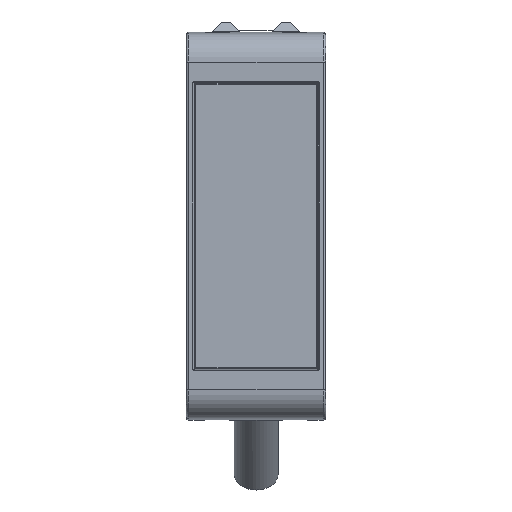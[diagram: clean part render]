
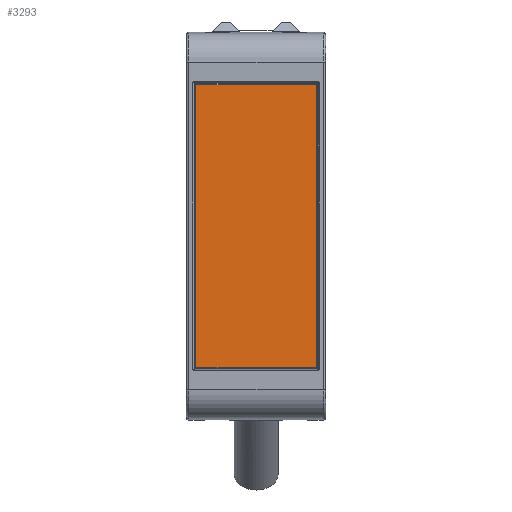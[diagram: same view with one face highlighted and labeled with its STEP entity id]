
A CAD part, top view. The second image highlights one B-rep face of the part: STEP entity #3293.
In plain terms, the highlighted planar face has unit normal (0, 0, 1).
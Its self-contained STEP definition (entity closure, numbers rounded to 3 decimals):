
#397=LINE('',#4807,#668);
#398=LINE('',#4809,#669);
#399=LINE('',#4811,#670);
#400=LINE('',#4812,#671);
#668=VECTOR('',#3939,9.302);
#669=VECTOR('',#3940,21.902);
#670=VECTOR('',#3941,9.302);
#671=VECTOR('',#3942,21.902);
#940=PLANE('',#3543);
#1043=FACE_OUTER_BOUND('',#1243,.T.);
#1243=EDGE_LOOP('',(#2435,#2436,#2437,#2438));
#1591=VERTEX_POINT('',#4805);
#1592=VERTEX_POINT('',#4806);
#1593=VERTEX_POINT('',#4808);
#1594=VERTEX_POINT('',#4810);
#1901=EDGE_CURVE('',#1591,#1592,#397,.T.);
#1902=EDGE_CURVE('',#1592,#1593,#398,.T.);
#1903=EDGE_CURVE('',#1593,#1594,#399,.T.);
#1904=EDGE_CURVE('',#1594,#1591,#400,.T.);
#2435=ORIENTED_EDGE('',*,*,#1901,.T.);
#2436=ORIENTED_EDGE('',*,*,#1902,.T.);
#2437=ORIENTED_EDGE('',*,*,#1903,.T.);
#2438=ORIENTED_EDGE('',*,*,#1904,.T.);
#3293=ADVANCED_FACE('',(#1043),#940,.T.);
#3543=AXIS2_PLACEMENT_3D('',#4804,#3937,#3938);
#3937=DIRECTION('center_axis',(0.,0.,
1.));
#3938=DIRECTION('ref_axis',(1.,0.,0.));
#3939=DIRECTION('',(-1.,0.,0.));
#3940=DIRECTION('',(0.,-1.,0.));
#3941=DIRECTION('',(1.,0.,0.));
#3942=DIRECTION('',(0.,1.,0.));
#4804=CARTESIAN_POINT('Origin',(-10.93,-23.514,27.106));
#4805=CARTESIAN_POINT('',(-11.079,-1.463,27.106));
#4806=CARTESIAN_POINT('',(-20.381,-1.463,27.106));
#4807=CARTESIAN_POINT('',(-11.079,-1.463,27.106));
#4808=CARTESIAN_POINT('',(-20.381,-23.365,27.106));
#4809=CARTESIAN_POINT('',(-20.381,-1.463,27.106));
#4810=CARTESIAN_POINT('',(-11.079,-23.365,27.106));
#4811=CARTESIAN_POINT('',(-20.381,-23.365,27.106));
#4812=CARTESIAN_POINT('',(-11.079,-23.365,27.106));
